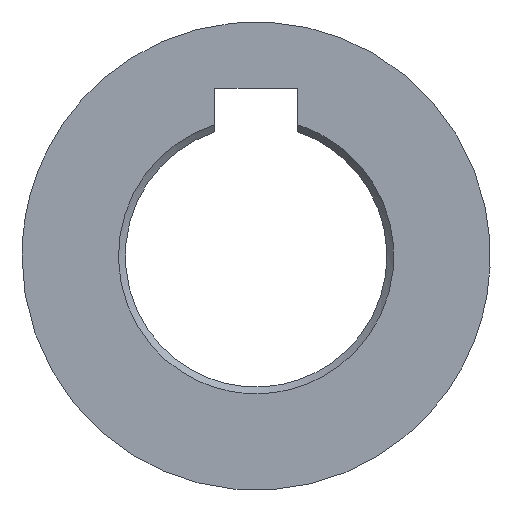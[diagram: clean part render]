
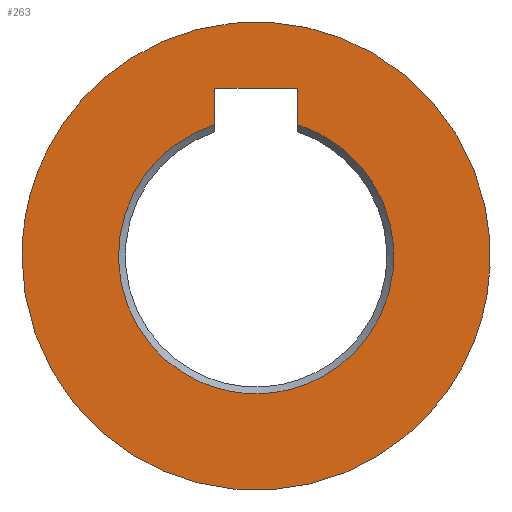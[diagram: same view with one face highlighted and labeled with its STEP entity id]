
A CAD part, front view. The second image highlights one B-rep face of the part: STEP entity #263.
In plain terms, the highlighted planar face has unit normal (0, -1, 0).
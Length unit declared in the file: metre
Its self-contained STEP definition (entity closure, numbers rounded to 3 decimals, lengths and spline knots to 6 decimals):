
#20=EDGE_CURVE('',#21,#23,#25,.T.);
#21=VERTEX_POINT('',#22);
#22=CARTESIAN_POINT('',(0.003,0.0,0.0122));
#23=VERTEX_POINT('',#24);
#24=CARTESIAN_POINT('',(-0.003,0.0,0.0122));
#25=LINE('',#26,#27);
#26=CARTESIAN_POINT('',(-0.003,0.0,0.0122));
#27=VECTOR('',#28,1.0);
#28=DIRECTION('',(-1.0,0.0,0.));
#79=VERTEX_POINT('',#80);
#80=CARTESIAN_POINT('',(0.003,0.0,0.009539));
#87=EDGE_CURVE('',#79,#21,#88,.T.);
#88=LINE('',#89,#90);
#89=CARTESIAN_POINT('',(0.003,0.0,0.0122));
#90=VECTOR('',#91,1.0);
#91=DIRECTION('',(0.0,0.0,1.0));
#163=EDGE_CURVE('',#23,#164,#166,.T.);
#164=VERTEX_POINT('',#165);
#165=CARTESIAN_POINT('',(-0.003,0.0,0.009539));
#166=LINE('',#167,#168);
#167=CARTESIAN_POINT('',(-0.003,0.0,0.009014));
#168=VECTOR('',#169,1.0);
#169=DIRECTION('',(0.0,0.0,-1.0));
#199=CARTESIAN_POINT('',(-0.017,0.0,0.0));
#203=EDGE_CURVE('',#204,#204,#206,.T.);
#204=VERTEX_POINT('',#205);
#205=CARTESIAN_POINT('',(-0.017,0.0,0.0));
#206=(B_SPLINE_CURVE(3,(#199,#207,#208,#209,#210,#211,#212),.UNSPECIFIED.,
  .T.,.U.)B_SPLINE_CURVE_WITH_KNOTS((4,3,4),(0.0,0.5,1.0),.UNSPECIFIED.)BOUNDED_CURVE(
  )CURVE()GEOMETRIC_REPRESENTATION_ITEM()RATIONAL_B_SPLINE_CURVE((1.0,
  0.333,0.333,1.0,0.333,
  0.333,1.0))REPRESENTATION_ITEM(''));
#207=CARTESIAN_POINT('',(-0.017,0.0,-0.034));
#208=CARTESIAN_POINT('',(0.017,0.0,-0.034));
#209=CARTESIAN_POINT('',(0.017,0.0,-0.0));
#210=CARTESIAN_POINT('',(0.017,0.0,0.034));
#211=CARTESIAN_POINT('',(-0.017,0.0,0.034));
#212=CARTESIAN_POINT('',(-0.017,0.0,0.0));
#263=ADVANCED_FACE('',(#269,#284),#264,.T.);
#264=PLANE('',#265);
#265=AXIS2_PLACEMENT_3D('',#266,#267,#268);
#266=CARTESIAN_POINT('',(0.0,0.0,0.0));
#267=DIRECTION('',(0.0,-1.0,0.0));
#268=DIRECTION('',(0.0,0.0,1.0));
#269=FACE_BOUND('',#270,.T.);
#270=EDGE_LOOP('',(#271,#272,#282,#283));
#271=ORIENTED_EDGE('',*,*,#87,.F.);
#272=ORIENTED_EDGE('',*,*,#274,.T.);
#273=CARTESIAN_POINT('',(-0.003,0.0,0.009539));
#274=EDGE_CURVE('',#79,#164,#275,.F.);
#275=(B_SPLINE_CURVE(3,(#273,#276,#277,#278,#279,#280,#281),.UNSPECIFIED.,
  .F.,.U.)B_SPLINE_CURVE_WITH_KNOTS((4,3,4),(0.0,0.5,1.0),.UNSPECIFIED.)BOUNDED_CURVE(
  )CURVE()GEOMETRIC_REPRESENTATION_ITEM()RATIONAL_B_SPLINE_CURVE((1.0,
  0.435,0.435,1.0,0.435,
  0.435,1.0))REPRESENTATION_ITEM(''));
#276=CARTESIAN_POINT('',(-0.017467,0.0,0.00499));
#277=CARTESIAN_POINT('',(-0.015165,0.0,-0.01));
#278=CARTESIAN_POINT('',(0.0,0.0,-0.01));
#279=CARTESIAN_POINT('',(0.015165,0.0,-0.01));
#280=CARTESIAN_POINT('',(0.017467,0.0,0.00499));
#281=CARTESIAN_POINT('',(0.003,0.0,0.009539));
#282=ORIENTED_EDGE('',*,*,#163,.F.);
#283=ORIENTED_EDGE('',*,*,#20,.F.);
#284=FACE_OUTER_BOUND('',#285,.T.);
#285=EDGE_LOOP('',(#286));
#286=ORIENTED_EDGE('',*,*,#203,.T.);
